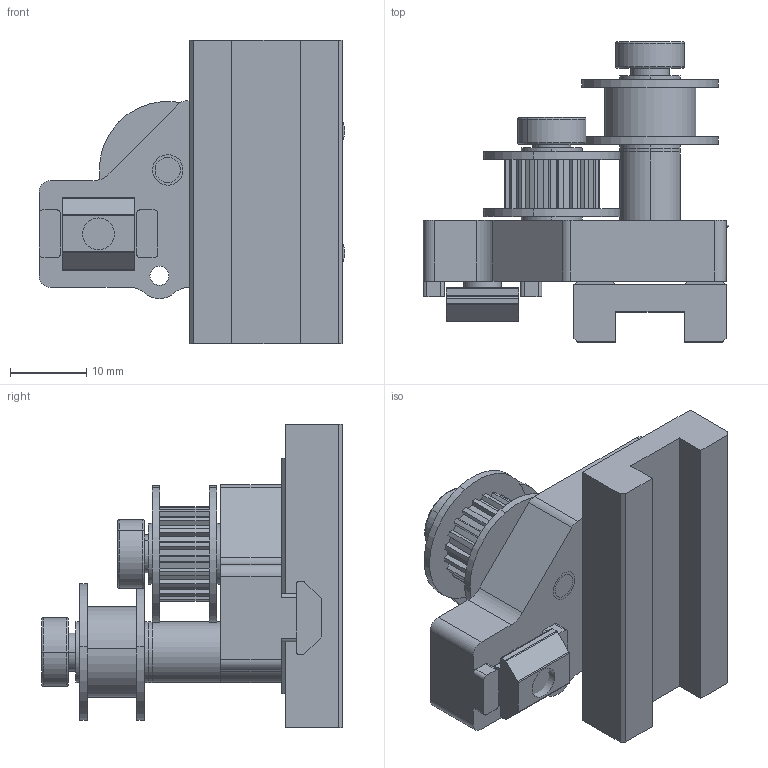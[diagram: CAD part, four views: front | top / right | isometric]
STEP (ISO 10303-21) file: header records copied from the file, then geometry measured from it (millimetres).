
FILE_DESCRIPTION(('FreeCAD Model'),'2;1');
FILE_NAME('Open CASCADE Shape Model','2025-10-20T07:51:33',(''),(''), 'Open CASCADE STEP processor 7.8','FreeCAD','Unknown');
FILE_SCHEMA(('AUTOMOTIVE_DESIGN { 1 0 10303 214 1 1 1 1 }'));
Length unit declared in the file: millimetre
Products named in the file (19): X轴惰轮_右; MGN9H滑块002; 5MM惰轮_2GT_20齿001; 台阶螺钉5×M4×007; 台阶螺钉5×M4×008; 惰轮_内孔5mm_无齿009; TT_X_右; 隔离柱5×8×003; 垫片M5×8×0.023; 垫片M5×8×0.024; 垫片M5×8×0.025; 垫片M5×8×0.026; 垫片M5×8×0.027; 沉头螺钉M3×004; 沉头螺钉M3×005; 沉头螺钉M3×006; 沉头螺钉M3×007; 内六角沉头螺钉M5×001; 滑块螺母_欧标20型M001
Assembly tree (18 placements, depth 2):
  X轴惰轮_右
    MGN9H滑块002
    5MM惰轮_2GT_20齿001
    台阶螺钉5×M4×007
    台阶螺钉5×M4×008
    惰轮_内孔5mm_无齿009
    TT_X_右
    隔离柱5×8×003
    垫片M5×8×0.023
    垫片M5×8×0.024
    垫片M5×8×0.025
    垫片M5×8×0.026
    垫片M5×8×0.027
    沉头螺钉M3×004
    沉头螺钉M3×005
    沉头螺钉M3×006
    沉头螺钉M3×007
    内六角沉头螺钉M5×001
    滑块螺母_欧标20型M001
Bounding box: 40.16 x 39.5 x 39.9 mm (x, y, z)
Volume: 14226.2 mm3; surface area: 12075.7 mm2
Topology: 18 solids, 18 shells, 396 faces, 976 edges, 626 vertices
Faces by surface type: plane 200, cylinder 138, cone 38, torus 20
Entity records: 12239 total; most frequent: DIRECTION 2143, CARTESIAN_POINT 2044, ORIENTED_EDGE 1936, EDGE_CURVE 968, AXIS2_PLACEMENT_3D 763, VERTEX_POINT 626, LINE 617, VECTOR 617
